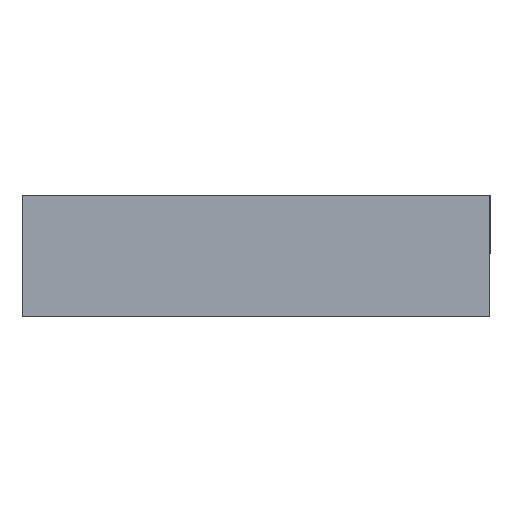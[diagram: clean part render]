
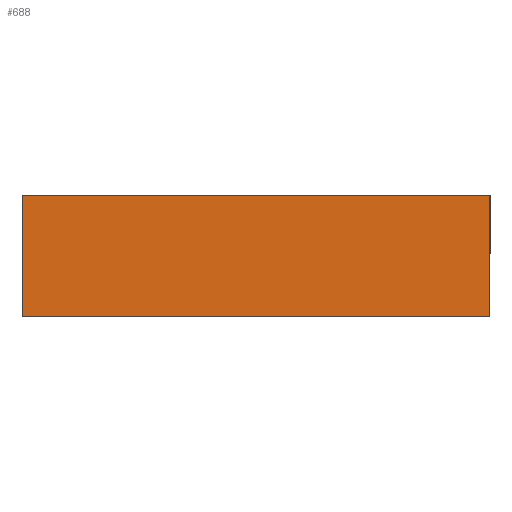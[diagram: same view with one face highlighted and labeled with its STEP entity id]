
A CAD part, front view. The second image highlights one B-rep face of the part: STEP entity #688.
In plain terms, the highlighted planar face has unit normal (0, -1, 0).
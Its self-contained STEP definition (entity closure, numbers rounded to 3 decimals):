
#58 = VECTOR ( 'NONE', #1266, 1000. ) ;
#65 = LINE ( 'NONE', #1535, #285 ) ;
#85 = CARTESIAN_POINT ( 'NONE',  ( -100., 0., 0. ) ) ;
#133 = VERTEX_POINT ( 'NONE', #1397 ) ;
#198 = VECTOR ( 'NONE', #451, 1000. ) ;
#234 = PLANE ( 'NONE',  #1655 ) ;
#285 = VECTOR ( 'NONE', #1403, 1000. ) ;
#300 = EDGE_LOOP ( 'NONE', ( #360, #1167, #325, #393 ) ) ;
#312 = CARTESIAN_POINT ( 'NONE',  ( -100., 0., 2. ) ) ;
#318 = CARTESIAN_POINT ( 'NONE',  ( 100., 0., 0. ) ) ;
#325 = ORIENTED_EDGE ( 'NONE', *, *, #1461, .F. ) ;
#360 = ORIENTED_EDGE ( 'NONE', *, *, #1589, .T. ) ;
#393 = ORIENTED_EDGE ( 'NONE', *, *, #440, .T. ) ;
#440 = EDGE_CURVE ( 'NONE', #133, #467, #1681, .T. ) ;
#451 = DIRECTION ( 'NONE',  ( 0., 0., -1. ) ) ;
#467 = VERTEX_POINT ( 'NONE', #85 ) ;
#533 = VECTOR ( 'NONE', #1489, 1000. ) ;
#591 = CARTESIAN_POINT ( 'NONE',  ( 100., 0., 52. ) ) ;
#688 = ADVANCED_FACE ( 'NONE', ( #1284 ), #234, .F. ) ;
#734 = DIRECTION ( 'NONE',  ( 0., 0., 1. ) ) ;
#943 = LINE ( 'NONE', #1323, #533 ) ;
#952 = CARTESIAN_POINT ( 'NONE',  ( 100., 0., 0. ) ) ;
#1139 = CARTESIAN_POINT ( 'NONE',  ( 100., 0., 2. ) ) ;
#1158 = EDGE_CURVE ( 'NONE', #1721, #1543, #65, .T. ) ;
#1167 = ORIENTED_EDGE ( 'NONE', *, *, #1158, .F. ) ;
#1266 = DIRECTION ( 'NONE',  ( 1., 0., 0. ) ) ;
#1284 = FACE_OUTER_BOUND ( 'NONE', #300, .T. ) ;
#1293 = DIRECTION ( 'NONE',  ( 0., 1., 0. ) ) ;
#1323 = CARTESIAN_POINT ( 'NONE',  ( 100., 0., 52. ) ) ;
#1397 = CARTESIAN_POINT ( 'NONE',  ( -100., 0., 52. ) ) ;
#1403 = DIRECTION ( 'NONE',  ( 0., 0., -1. ) ) ;
#1461 = EDGE_CURVE ( 'NONE', #133, #1721, #943, .T. ) ;
#1489 = DIRECTION ( 'NONE',  ( 1., 0., 0. ) ) ;
#1535 = CARTESIAN_POINT ( 'NONE',  ( 100., 0., 2. ) ) ;
#1543 = VERTEX_POINT ( 'NONE', #952 ) ;
#1589 = EDGE_CURVE ( 'NONE', #467, #1543, #1667, .T. ) ;
#1655 = AXIS2_PLACEMENT_3D ( 'NONE', #1139, #1293, #734 ) ;
#1667 = LINE ( 'NONE', #318, #58 ) ;
#1681 = LINE ( 'NONE', #312, #198 ) ;
#1721 = VERTEX_POINT ( 'NONE', #591 ) ;
